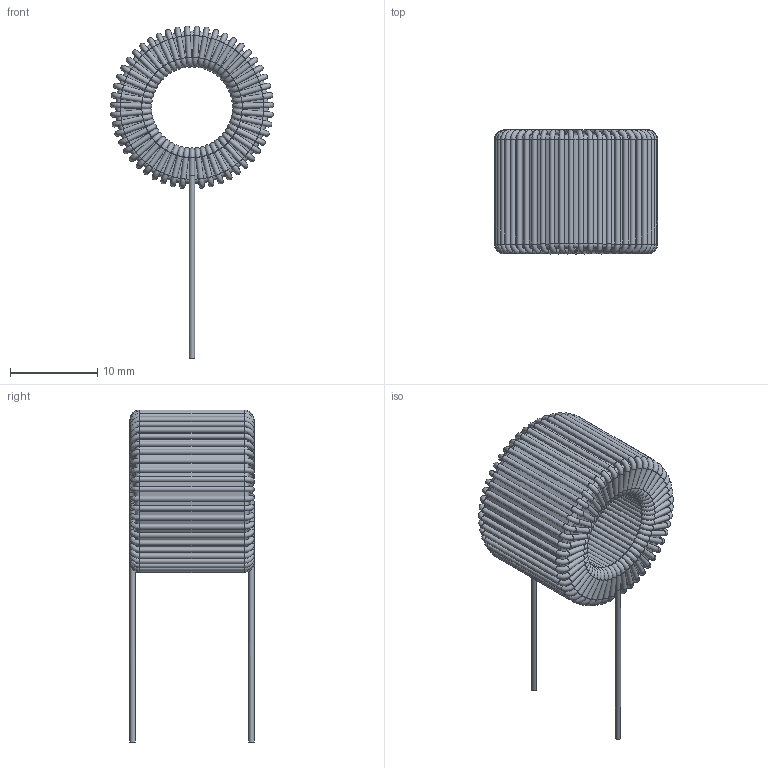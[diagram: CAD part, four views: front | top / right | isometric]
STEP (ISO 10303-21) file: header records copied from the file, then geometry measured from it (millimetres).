
FILE_DESCRIPTION( ( 'Unknown' ), '1' );
FILE_NAME( '74470292.stp', 'Unknown', ( 'Unknown' ), ( 'Unknown' ), 'PSStep 17.0.49', 'Unknown', ' ' );
FILE_SCHEMA( ( 'AUTOMOTIVE_DESIGN { 1 0 10303 214 1 1 1 1 }' ) );
Length unit declared in the file: millimetre
Products named in the file (2): 1; 2
Bounding box: 18.73 x 14.24 x 38.1 mm (x, y, z)
Volume: 2492.7 mm3; surface area: 4754.2 mm2
Topology: 2 solids, 2 shells, 419 faces, 836 edges, 421 vertices
Faces by surface type: cylinder 207, torus 107, bspline 101, plane 4
Full cylindrical faces by diameter (mm): 0.6 x205, 10.5 x1, 17.5 x1
Entity records: 31523 total; most frequent: CARTESIAN_POINT 21434, DIRECTION 1472, EDGE_LOOP 836, ORIENTED_EDGE 836, FACE_OUTER_BOUND 834, AXIS2_PLACEMENT_3D 736, STYLED_ITEM 419, PRESENTATION_STYLE_ASSIGNMENT 419
